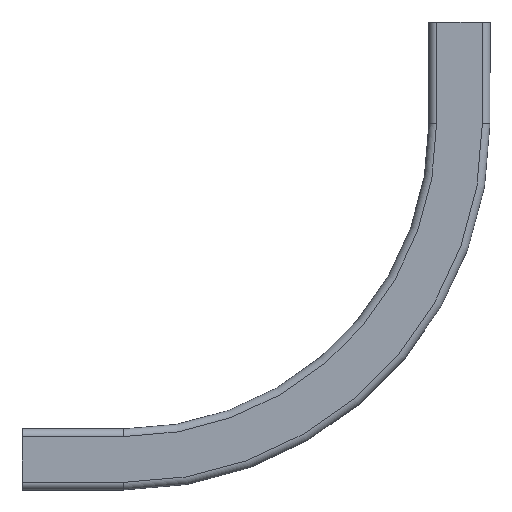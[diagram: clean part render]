
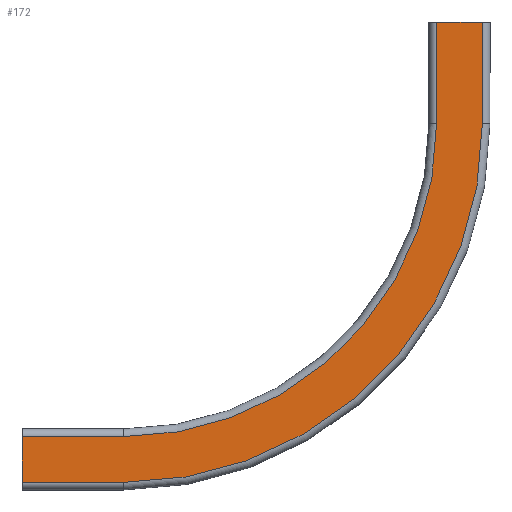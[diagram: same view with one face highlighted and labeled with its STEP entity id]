
A CAD part, left-side view. The second image highlights one B-rep face of the part: STEP entity #172.
In plain terms, the highlighted planar face has unit normal (-1, 0, 0).
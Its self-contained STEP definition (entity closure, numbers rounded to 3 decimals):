
#73 = CARTESIAN_POINT ( 'NONE',  ( -150., 0., -22.5 ) ) ;
#83 = CARTESIAN_POINT ( 'NONE',  ( -150., -100., 22.5 ) ) ;
#172 = ADVANCED_FACE ( 'NONE', ( #9407 ), #6682, .F. ) ;
#300 = CIRCLE ( 'NONE', #2509, 307.5 ) ;
#336 = DIRECTION ( 'NONE',  ( 0., 0., -1. ) ) ;
#346 = DIRECTION ( 'NONE',  ( -1., 0., 0. ) ) ;
#360 = EDGE_CURVE ( 'NONE', #6195, #2174, #1261, .T. ) ;
#385 = ORIENTED_EDGE ( 'NONE', *, *, #646, .T. ) ;
#535 = CARTESIAN_POINT ( 'NONE',  ( -150., -436.791, 430. ) ) ;
#547 = CARTESIAN_POINT ( 'NONE',  ( -150., -452.5, 330. ) ) ;
#552 = EDGE_CURVE ( 'NONE', #9826, #2174, #1135, .T. ) ;
#646 = EDGE_CURVE ( 'NONE', #2141, #9826, #8222, .T. ) ;
#682 = ORIENTED_EDGE ( 'NONE', *, *, #8357, .T. ) ;
#918 = DIRECTION ( 'NONE',  ( 0., 0., 1. ) ) ;
#946 = CARTESIAN_POINT ( 'NONE',  ( -150., -407.5, 430. ) ) ;
#1063 = VECTOR ( 'NONE', #918, 1000. ) ;
#1135 = LINE ( 'NONE', #1740, #9401 ) ;
#1261 = LINE ( 'NONE', #5705, #9524 ) ;
#1643 = EDGE_CURVE ( 'NONE', #6163, #4294, #7455, .T. ) ;
#1740 = CARTESIAN_POINT ( 'NONE',  ( -150., 0., -6.791 ) ) ;
#1818 = ORIENTED_EDGE ( 'NONE', *, *, #9902, .F. ) ;
#1964 = ORIENTED_EDGE ( 'NONE', *, *, #552, .T. ) ;
#2084 = VECTOR ( 'NONE', #8939, 1000. ) ;
#2141 = VERTEX_POINT ( 'NONE', #8802 ) ;
#2174 = VERTEX_POINT ( 'NONE', #73 ) ;
#2366 = CARTESIAN_POINT ( 'NONE',  ( -150., -100., 330. ) ) ;
#2509 = AXIS2_PLACEMENT_3D ( 'NONE', #2366, #7981, #3188 ) ;
#2758 = CARTESIAN_POINT ( 'NONE',  ( -150., -452.5, 330. ) ) ;
#2969 = ORIENTED_EDGE ( 'NONE', *, *, #7998, .F. ) ;
#3158 = AXIS2_PLACEMENT_3D ( 'NONE', #5153, #346, #5959 ) ;
#3188 = DIRECTION ( 'NONE',  ( 0., 1., 0. ) ) ;
#4131 = ORIENTED_EDGE ( 'NONE', *, *, #1643, .F. ) ;
#4294 = VERTEX_POINT ( 'NONE', #946 ) ;
#4396 = LINE ( 'NONE', #535, #8378 ) ;
#4405 = LINE ( 'NONE', #2758, #8386 ) ;
#5153 = CARTESIAN_POINT ( 'NONE',  ( -150., -100., 330. ) ) ;
#5470 = ORIENTED_EDGE ( 'NONE', *, *, #360, .F. ) ;
#5614 = CARTESIAN_POINT ( 'NONE',  ( -150., -407.5, 330. ) ) ;
#5705 = CARTESIAN_POINT ( 'NONE',  ( -150., -100., -22.5 ) ) ;
#5852 = EDGE_CURVE ( 'NONE', #8558, #6823, #4405, .T. ) ;
#5959 = DIRECTION ( 'NONE',  ( 0., 1., 0. ) ) ;
#6163 = VERTEX_POINT ( 'NONE', #8139 ) ;
#6195 = VERTEX_POINT ( 'NONE', #9791 ) ;
#6242 = CARTESIAN_POINT ( 'NONE',  ( -150., 0., 22.5 ) ) ;
#6254 = EDGE_LOOP ( 'NONE', ( #5470, #682, #9132, #2969, #4131, #1818, #385, #1964 ) ) ;
#6682 = PLANE ( 'NONE',  #10261 ) ;
#6823 = VERTEX_POINT ( 'NONE', #7985 ) ;
#6865 = DIRECTION ( 'NONE',  ( 0., 1., 0. ) ) ;
#7251 = CIRCLE ( 'NONE', #3158, 352.5 ) ;
#7351 = CARTESIAN_POINT ( 'NONE',  ( -150., -100., -6.791 ) ) ;
#7455 = LINE ( 'NONE', #5614, #1063 ) ;
#7608 = DIRECTION ( 'NONE',  ( 0., 0., 1. ) ) ;
#7937 = DIRECTION ( 'NONE',  ( 1., 0., 0. ) ) ;
#7969 = DIRECTION ( 'NONE',  ( 0., -1., 0. ) ) ;
#7981 = DIRECTION ( 'NONE',  ( -1., 0., 0. ) ) ;
#7985 = CARTESIAN_POINT ( 'NONE',  ( -150., -452.5, 430. ) ) ;
#7998 = EDGE_CURVE ( 'NONE', #4294, #6823, #4396, .T. ) ;
#8139 = CARTESIAN_POINT ( 'NONE',  ( -150., -407.5, 330. ) ) ;
#8222 = LINE ( 'NONE', #83, #2084 ) ;
#8357 = EDGE_CURVE ( 'NONE', #6195, #8558, #7251, .T. ) ;
#8378 = VECTOR ( 'NONE', #8521, 1000. ) ;
#8386 = VECTOR ( 'NONE', #7608, 1000. ) ;
#8521 = DIRECTION ( 'NONE',  ( 0., -1., 0. ) ) ;
#8558 = VERTEX_POINT ( 'NONE', #547 ) ;
#8802 = CARTESIAN_POINT ( 'NONE',  ( -150., -100., 22.5 ) ) ;
#8939 = DIRECTION ( 'NONE',  ( 0., 1., 0. ) ) ;
#9132 = ORIENTED_EDGE ( 'NONE', *, *, #5852, .T. ) ;
#9401 = VECTOR ( 'NONE', #336, 1000. ) ;
#9407 = FACE_OUTER_BOUND ( 'NONE', #6254, .T. ) ;
#9524 = VECTOR ( 'NONE', #6865, 1000. ) ;
#9791 = CARTESIAN_POINT ( 'NONE',  ( -150., -100., -22.5 ) ) ;
#9826 = VERTEX_POINT ( 'NONE', #6242 ) ;
#9902 = EDGE_CURVE ( 'NONE', #2141, #6163, #300, .T. ) ;
#10261 = AXIS2_PLACEMENT_3D ( 'NONE', #7351, #7937, #7969 ) ;
